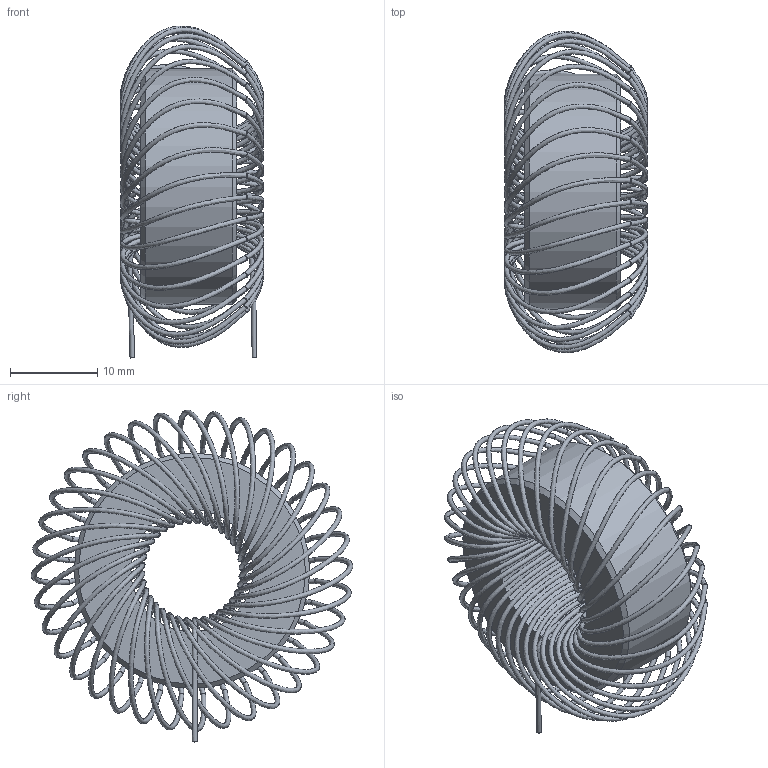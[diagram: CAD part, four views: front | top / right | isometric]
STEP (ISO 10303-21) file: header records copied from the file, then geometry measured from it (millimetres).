
FILE_DESCRIPTION(/* description */ (''),/* implementation_level */ '2;1');
FILE_NAME(/* name */ 'Kursova1 v12.step',/* time_stamp */ '2021-04-20T20:48:06+03:00',/* author */ (''),/* organization */ (''),/* preprocessor_version */ 'ST-DEVELOPER v18.1',/* originating_system */ 'Autodesk Translation Framework v10.6.0.1341',/* authorisation */ '');
FILE_SCHEMA (('AUTOMOTIVE_DESIGN { 1 0 10303 214 3 1 1 }'));
Length unit declared in the file: millimetre
Products named in the file (1): Kursova1
Bounding box: 16.46 x 36.86 x 38.07 mm (x, y, z)
Volume: 4980.9 mm3; surface area: 5162.5 mm2
Topology: 38 solids, 38 shells, 117 faces, 121 edges, 80 vertices
Faces by surface type: plane 76, bspline 37, cone 2, cylinder 2
Full cylindrical faces by diameter (mm): 14 x1, 27 x1
Entity records: 12997 total; most frequent: CARTESIAN_POINT 11308, DIRECTION 326, ORIENTED_EDGE 242, AXIS2_PLACEMENT_3D 161, EDGE_CURVE 121, EDGE_LOOP 119, FACE_OUTER_BOUND 117, ADVANCED_FACE 117
